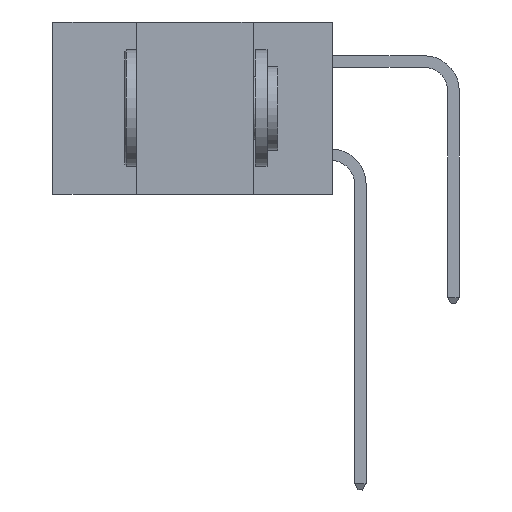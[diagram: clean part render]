
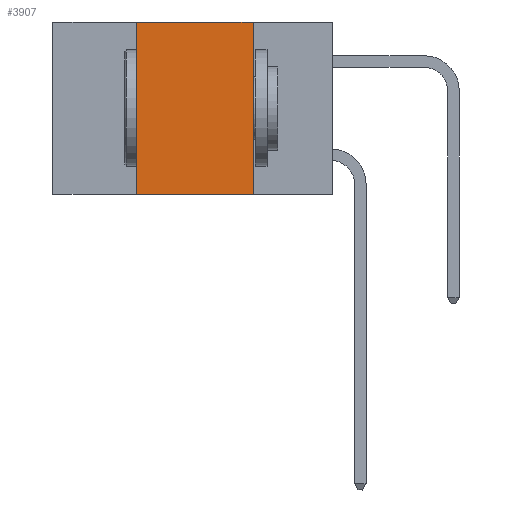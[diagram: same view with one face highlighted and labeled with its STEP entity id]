
A CAD part, left-side view. The second image highlights one B-rep face of the part: STEP entity #3907.
In plain terms, the highlighted planar face has unit normal (-1, 0, 0).
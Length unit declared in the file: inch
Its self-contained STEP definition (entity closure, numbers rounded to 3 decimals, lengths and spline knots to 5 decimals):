
#275 = PLANE ( 'NONE',  #9325 ) ;
#566 = ORIENTED_EDGE ( 'NONE', *, *, #21937, .F. ) ;
#1298 = LINE ( 'NONE', #12744, #14999 ) ;
#1403 = ORIENTED_EDGE ( 'NONE', *, *, #17347, .F. ) ;
#2015 = VERTEX_POINT ( 'NONE', #18460 ) ;
#2911 = VERTEX_POINT ( 'NONE', #22646 ) ;
#3733 = CARTESIAN_POINT ( 'NONE',  ( 0., 0.17, 0. ) ) ;
#3793 = DIRECTION ( 'NONE',  ( 0., -1., 0. ) ) ;
#3907 = ADVANCED_FACE ( 'NONE', ( #18498 ), #275, .F. ) ;
#4076 = VECTOR ( 'NONE', #22643, 39.37008 ) ;
#5113 = DIRECTION ( 'NONE',  ( 0., -1., 0. ) ) ;
#6030 = CARTESIAN_POINT ( 'NONE',  ( 0., 0.17, 0. ) ) ;
#6147 = VERTEX_POINT ( 'NONE', #3733 ) ;
#6238 = ORIENTED_EDGE ( 'NONE', *, *, #16177, .T. ) ;
#7889 = VECTOR ( 'NONE', #5113, 39.37008 ) ;
#8680 = CARTESIAN_POINT ( 'NONE',  ( 0., 0.6, 0. ) ) ;
#9325 = AXIS2_PLACEMENT_3D ( 'NONE', #8680, #9900, #11358 ) ;
#9900 = DIRECTION ( 'NONE',  ( 1., 0., 0. ) ) ;
#10250 = ORIENTED_EDGE ( 'NONE', *, *, #13453, .F. ) ;
#11174 = VERTEX_POINT ( 'NONE', #18429 ) ;
#11358 = DIRECTION ( 'NONE',  ( 0., 0., -1. ) ) ;
#12387 = EDGE_LOOP ( 'NONE', ( #566, #10250, #1403, #6238 ) ) ;
#12615 = VECTOR ( 'NONE', #18423, 39.37008 ) ;
#12617 = LINE ( 'NONE', #19216, #7889 ) ;
#12744 = CARTESIAN_POINT ( 'NONE',  ( 0., 0.6, -0.37 ) ) ;
#13453 = EDGE_CURVE ( 'NONE', #11174, #6147, #12617, .T. ) ;
#14999 = VECTOR ( 'NONE', #3793, 39.37008 ) ;
#16177 = EDGE_CURVE ( 'NONE', #2911, #2015, #1298, .T. ) ;
#17347 = EDGE_CURVE ( 'NONE', #2911, #11174, #18206, .T. ) ;
#17537 = CARTESIAN_POINT ( 'NONE',  ( 0., 0.42, 0. ) ) ;
#18206 = LINE ( 'NONE', #17537, #4076 ) ;
#18423 = DIRECTION ( 'NONE',  ( 0., 0., -1. ) ) ;
#18429 = CARTESIAN_POINT ( 'NONE',  ( 0., 0.42, 0. ) ) ;
#18460 = CARTESIAN_POINT ( 'NONE',  ( 0., 0.17, -0.37 ) ) ;
#18498 = FACE_OUTER_BOUND ( 'NONE', #12387, .T. ) ;
#19216 = CARTESIAN_POINT ( 'NONE',  ( 0., 0.6, 0. ) ) ;
#21782 = LINE ( 'NONE', #6030, #12615 ) ;
#21937 = EDGE_CURVE ( 'NONE', #6147, #2015, #21782, .T. ) ;
#22643 = DIRECTION ( 'NONE',  ( 0., 0., 1. ) ) ;
#22646 = CARTESIAN_POINT ( 'NONE',  ( 0., 0.42, -0.37 ) ) ;
